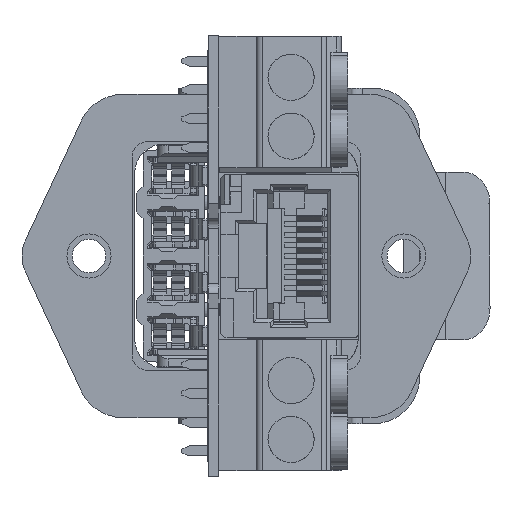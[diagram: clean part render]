
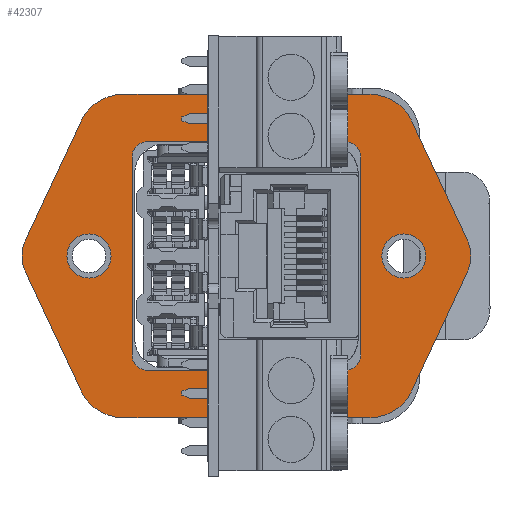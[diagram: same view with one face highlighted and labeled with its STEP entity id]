
A CAD part, front view. The second image highlights one B-rep face of the part: STEP entity #42307.
In plain terms, the highlighted planar face has unit normal (0, -1, 0).
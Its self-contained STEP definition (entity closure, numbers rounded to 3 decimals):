
#41360=CARTESIAN_POINT('',(15.,-1.2,0.));
#41361=DIRECTION('',(0.,1.,0.));
#41362=DIRECTION('',(0.,0.,1.));
#41363=AXIS2_PLACEMENT_3D('',#41360,#41361,#41362);
#41368=CARTESIAN_POINT('',(15.,-1.2,0.));
#41369=DIRECTION('',(0.,1.,0.));
#41370=DIRECTION('',(0.,0.,-1.));
#41371=AXIS2_PLACEMENT_3D('',#41368,#41369,#41370);
#41376=CARTESIAN_POINT('',(-15.,-1.2,0.));
#41377=DIRECTION('',(0.,1.,0.));
#41378=DIRECTION('',(0.,0.,1.));
#41379=AXIS2_PLACEMENT_3D('',#41376,#41377,#41378);
#41384=CARTESIAN_POINT('',(-15.,-1.2,0.));
#41385=DIRECTION('',(0.,1.,0.));
#41386=DIRECTION('',(0.,0.,-1.));
#41387=AXIS2_PLACEMENT_3D('',#41384,#41385,#41386);
#41392=CARTESIAN_POINT('',(-9.4,-1.2,-9.4));
#41393=DIRECTION('',(0.,1.,0.));
#41394=DIRECTION('',(0.,0.,-1.));
#41395=AXIS2_PLACEMENT_3D('',#41392,#41393,#41394);
#41400=DIRECTION('',(-1.,0.,0.));
#41401=VECTOR('',#41400,18.8);
#41402=CARTESIAN_POINT('',(9.4,-1.2,-10.9));
#41403=LINE('',#41402,#41401);
#41407=CARTESIAN_POINT('',(9.4,-1.2,-9.4));
#41408=DIRECTION('',(0.,1.,0.));
#41409=DIRECTION('',(1.,0.,0.));
#41410=AXIS2_PLACEMENT_3D('',#41407,#41408,#41409);
#41415=DIRECTION('',(0.,0.,-1.));
#41416=VECTOR('',#41415,18.8);
#41417=CARTESIAN_POINT('',(10.9,-1.2,9.4));
#41418=LINE('',#41417,#41416);
#41422=CARTESIAN_POINT('',(9.4,-1.2,9.4));
#41423=DIRECTION('',(0.,1.,0.));
#41424=DIRECTION('',(0.,0.,1.));
#41425=AXIS2_PLACEMENT_3D('',#41422,#41423,#41424);
#41430=DIRECTION('',(1.,0.,0.));
#41431=VECTOR('',#41430,18.8);
#41432=CARTESIAN_POINT('',(-9.4,-1.2,10.9));
#41433=LINE('',#41432,#41431);
#41437=CARTESIAN_POINT('',(-9.4,-1.2,9.4));
#41438=DIRECTION('',(0.,1.,0.));
#41439=DIRECTION('',(-1.,0.,0.));
#41440=AXIS2_PLACEMENT_3D('',#41437,#41438,#41439);
#41445=DIRECTION('',(0.,0.,1.));
#41446=VECTOR('',#41445,18.8);
#41447=CARTESIAN_POINT('',(-10.9,-1.2,-9.4));
#41448=LINE('',#41447,#41446);
#41452=DIRECTION('',(1.,0.,0.));
#41453=VECTOR('',#41452,23.534);
#41454=CARTESIAN_POINT('',(-11.767,-1.2,-15.398));
#41455=LINE('',#41454,#41453);
#41459=CARTESIAN_POINT('',(-11.767,-1.2,-11.));
#41460=DIRECTION('',(0.,-1.,0.));
#41461=DIRECTION('',(-0.906,0.,-0.423));
#41462=AXIS2_PLACEMENT_3D('',#41459,#41460,#41461);
#41467=DIRECTION('',(0.423,0.,-0.906));
#41468=VECTOR('',#41467,12.603);
#41469=CARTESIAN_POINT('',(-21.08,-1.2,-1.436));
#41470=LINE('',#41469,#41468);
#41474=CARTESIAN_POINT('',(-18.,-1.2,0.));
#41475=DIRECTION('',(0.,-1.,0.));
#41476=DIRECTION('',(-0.906,0.,0.423));
#41477=AXIS2_PLACEMENT_3D('',#41474,#41475,#41476);
#41482=DIRECTION('',(-0.423,0.,-0.906));
#41483=VECTOR('',#41482,12.603);
#41484=CARTESIAN_POINT('',(-15.754,-1.2,12.859));
#41485=LINE('',#41484,#41483);
#41489=CARTESIAN_POINT('',(-11.767,-1.2,11.));
#41490=DIRECTION('',(0.,-1.,0.));
#41491=DIRECTION('',(0.,0.,1.));
#41492=AXIS2_PLACEMENT_3D('',#41489,#41490,#41491);
#41497=DIRECTION('',(-1.,0.,0.));
#41498=VECTOR('',#41497,23.534);
#41499=CARTESIAN_POINT('',(11.767,-1.2,15.398));
#41500=LINE('',#41499,#41498);
#41504=CARTESIAN_POINT('',(11.767,-1.2,11.));
#41505=DIRECTION('',(0.,-1.,0.));
#41506=DIRECTION('',(0.906,0.,0.423));
#41507=AXIS2_PLACEMENT_3D('',#41504,#41505,#41506);
#41512=DIRECTION('',(-0.423,0.,0.906));
#41513=VECTOR('',#41512,12.603);
#41514=CARTESIAN_POINT('',(21.08,-1.2,1.436));
#41515=LINE('',#41514,#41513);
#41519=CARTESIAN_POINT('',(18.,-1.2,0.));
#41520=DIRECTION('',(0.,-1.,0.));
#41521=DIRECTION('',(0.906,0.,-0.423));
#41522=AXIS2_PLACEMENT_3D('',#41519,#41520,#41521);
#41527=DIRECTION('',(0.423,0.,0.906));
#41528=VECTOR('',#41527,12.603);
#41529=CARTESIAN_POINT('',(15.754,-1.2,-12.859));
#41530=LINE('',#41529,#41528);
#41534=CARTESIAN_POINT('',(11.767,-1.2,-11.));
#41535=DIRECTION('',(0.,-1.,0.));
#41536=DIRECTION('',(0.,0.,-1.));
#41537=AXIS2_PLACEMENT_3D('',#41534,#41535,#41536);
#41989=CARTESIAN_POINT('',(-15.,-1.2,-2.1));
#41991=VERTEX_POINT('',#41989);
#41992=CARTESIAN_POINT('',(-15.,-1.2,2.1));
#41993=VERTEX_POINT('',#41992);
#41997=CARTESIAN_POINT('',(-10.9,-1.2,-9.4));
#41999=VERTEX_POINT('',#41997);
#42000=CARTESIAN_POINT('',(-9.4,-1.2,-10.9));
#42001=VERTEX_POINT('',#42000);
#42004=CARTESIAN_POINT('',(-10.9,-1.2,9.4));
#42006=VERTEX_POINT('',#42004);
#42009=CARTESIAN_POINT('',(-9.4,-1.2,10.9));
#42011=VERTEX_POINT('',#42009);
#42012=CARTESIAN_POINT('',(9.4,-1.2,10.9));
#42014=VERTEX_POINT('',#42012);
#42017=CARTESIAN_POINT('',(10.9,-1.2,9.4));
#42019=VERTEX_POINT('',#42017);
#42020=CARTESIAN_POINT('',(10.9,-1.2,-9.4));
#42022=VERTEX_POINT('',#42020);
#42025=CARTESIAN_POINT('',(9.4,-1.2,-10.9));
#42027=VERTEX_POINT('',#42025);
#42076=CARTESIAN_POINT('',(-15.754,-1.2,-12.859));
#42078=VERTEX_POINT('',#42076);
#42080=CARTESIAN_POINT('',(-21.08,-1.2,-1.436));
#42081=VERTEX_POINT('',#42080);
#42084=CARTESIAN_POINT('',(-21.08,-1.2,1.436));
#42085=VERTEX_POINT('',#42084);
#42088=CARTESIAN_POINT('',(-15.754,-1.2,12.859));
#42089=VERTEX_POINT('',#42088);
#42092=CARTESIAN_POINT('',(-11.767,-1.2,15.398));
#42093=VERTEX_POINT('',#42092);
#42096=CARTESIAN_POINT('',(11.767,-1.2,15.398));
#42097=VERTEX_POINT('',#42096);
#42100=CARTESIAN_POINT('',(15.754,-1.2,12.859));
#42101=VERTEX_POINT('',#42100);
#42104=CARTESIAN_POINT('',(21.08,-1.2,1.436));
#42105=VERTEX_POINT('',#42104);
#42108=CARTESIAN_POINT('',(21.08,-1.2,-1.436));
#42109=VERTEX_POINT('',#42108);
#42112=CARTESIAN_POINT('',(15.754,-1.2,-12.859));
#42113=VERTEX_POINT('',#42112);
#42116=CARTESIAN_POINT('',(11.767,-1.2,-15.398));
#42117=VERTEX_POINT('',#42116);
#42120=CARTESIAN_POINT('',(-11.767,-1.2,-15.398));
#42121=VERTEX_POINT('',#42120);
#42124=CARTESIAN_POINT('',(15.,-1.2,2.1));
#42125=CARTESIAN_POINT('',(15.,-1.2,-2.1));
#42126=VERTEX_POINT('',#42124);
#42127=VERTEX_POINT('',#42125);
#42250=CARTESIAN_POINT('',(0.,-1.2,0.));
#42251=DIRECTION('',(0.,1.,0.));
#42252=DIRECTION('',(0.,0.,1.));
#42253=AXIS2_PLACEMENT_3D('',#42250,#42251,#42252);
#42254=PLANE('',#42253);
#42256=ORIENTED_EDGE('',*,*,#42255,.F.);
#42258=ORIENTED_EDGE('',*,*,#42257,.F.);
#42260=ORIENTED_EDGE('',*,*,#42259,.F.);
#42262=ORIENTED_EDGE('',*,*,#42261,.F.);
#42264=ORIENTED_EDGE('',*,*,#42263,.F.);
#42266=ORIENTED_EDGE('',*,*,#42265,.F.);
#42268=ORIENTED_EDGE('',*,*,#42267,.F.);
#42270=ORIENTED_EDGE('',*,*,#42269,.F.);
#42272=ORIENTED_EDGE('',*,*,#42271,.F.);
#42274=ORIENTED_EDGE('',*,*,#42273,.F.);
#42276=ORIENTED_EDGE('',*,*,#42275,.F.);
#42278=ORIENTED_EDGE('',*,*,#42277,.F.);
#42279=EDGE_LOOP('',(#42256,#42258,#42260,#42262,#42264,#42266,#42268,#42270,
#42272,#42274,#42276,#42278));
#42280=FACE_OUTER_BOUND('',#42279,.F.);
#42281=ORIENTED_EDGE('',*,*,#42143,.F.);
#42282=ORIENTED_EDGE('',*,*,#42157,.F.);
#42283=EDGE_LOOP('',(#42281,#42282));
#42284=FACE_BOUND('',#42283,.F.);
#42286=ORIENTED_EDGE('',*,*,#42285,.F.);
#42288=ORIENTED_EDGE('',*,*,#42287,.F.);
#42290=ORIENTED_EDGE('',*,*,#42289,.F.);
#42292=ORIENTED_EDGE('',*,*,#42291,.F.);
#42294=ORIENTED_EDGE('',*,*,#42293,.F.);
#42296=ORIENTED_EDGE('',*,*,#42295,.F.);
#42298=ORIENTED_EDGE('',*,*,#42297,.F.);
#42300=ORIENTED_EDGE('',*,*,#42299,.F.);
#42301=EDGE_LOOP('',(#42286,#42288,#42290,#42292,#42294,#42296,#42298,#42300));
#42302=FACE_BOUND('',#42301,.F.);
#42303=ORIENTED_EDGE('',*,*,#42245,.F.);
#42304=ORIENTED_EDGE('',*,*,#42232,.F.);
#42305=EDGE_LOOP('',(#42303,#42304));
#42306=FACE_BOUND('',#42305,.F.);
#42307=ADVANCED_FACE('',(#42280,#42284,#42302,#42306),#42254,.F.);
#41364=CIRCLE('',#41363,2.1);
#41372=CIRCLE('',#41371,2.1);
#41380=CIRCLE('',#41379,2.1);
#41388=CIRCLE('',#41387,2.1);
#41396=CIRCLE('',#41395,1.5);
#41411=CIRCLE('',#41410,1.5);
#41426=CIRCLE('',#41425,1.5);
#41441=CIRCLE('',#41440,1.5);
#41463=CIRCLE('',#41462,4.398);
#41478=CIRCLE('',#41477,3.398);
#41493=CIRCLE('',#41492,4.398);
#41508=CIRCLE('',#41507,4.398);
#41523=CIRCLE('',#41522,3.398);
#41538=CIRCLE('',#41537,4.398);
#42143=EDGE_CURVE('',#41993,#41991,#41380,.T.);
#42157=EDGE_CURVE('',#41991,#41993,#41388,.T.);
#42232=EDGE_CURVE('',#42127,#42126,#41372,.T.);
#42245=EDGE_CURVE('',#42126,#42127,#41364,.T.);
#42255=EDGE_CURVE('',#42121,#42117,#41455,.T.);
#42257=EDGE_CURVE('',#42078,#42121,#41463,.T.);
#42259=EDGE_CURVE('',#42081,#42078,#41470,.T.);
#42261=EDGE_CURVE('',#42085,#42081,#41478,.T.);
#42263=EDGE_CURVE('',#42089,#42085,#41485,.T.);
#42265=EDGE_CURVE('',#42093,#42089,#41493,.T.);
#42267=EDGE_CURVE('',#42097,#42093,#41500,.T.);
#42269=EDGE_CURVE('',#42101,#42097,#41508,.T.);
#42271=EDGE_CURVE('',#42105,#42101,#41515,.T.);
#42273=EDGE_CURVE('',#42109,#42105,#41523,.T.);
#42275=EDGE_CURVE('',#42113,#42109,#41530,.T.);
#42277=EDGE_CURVE('',#42117,#42113,#41538,.T.);
#42285=EDGE_CURVE('',#42001,#41999,#41396,.T.);
#42287=EDGE_CURVE('',#42027,#42001,#41403,.T.);
#42289=EDGE_CURVE('',#42022,#42027,#41411,.T.);
#42291=EDGE_CURVE('',#42019,#42022,#41418,.T.);
#42293=EDGE_CURVE('',#42014,#42019,#41426,.T.);
#42295=EDGE_CURVE('',#42011,#42014,#41433,.T.);
#42297=EDGE_CURVE('',#42006,#42011,#41441,.T.);
#42299=EDGE_CURVE('',#41999,#42006,#41448,.T.);
